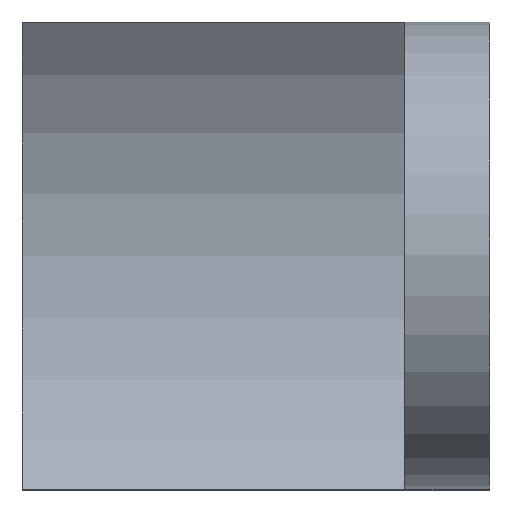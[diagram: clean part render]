
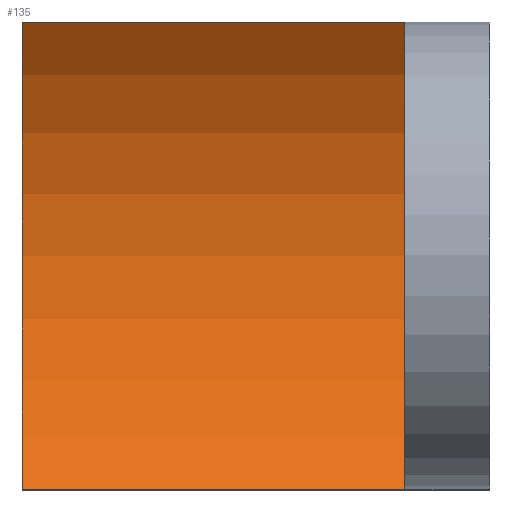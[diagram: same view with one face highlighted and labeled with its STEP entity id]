
A CAD part, top view. The second image highlights one B-rep face of the part: STEP entity #135.
In plain terms, the highlighted cylindrical face has radius 45 mm (diameter 90 mm), a partial arc.
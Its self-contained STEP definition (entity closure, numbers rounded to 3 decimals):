
#20=FACE_OUTER_BOUND('',#28,.T.);
#28=EDGE_LOOP('',(#96,#97,#98,#99));
#36=LINE('',#225,#48);
#37=LINE('',#228,#49);
#48=VECTOR('',#183,10.);
#49=VECTOR('',#186,10.);
#60=CIRCLE('',#164,45.);
#61=CIRCLE('',#165,45.);
#66=VERTEX_POINT('',#221);
#67=VERTEX_POINT('',#222);
#68=VERTEX_POINT('',#224);
#69=VERTEX_POINT('',#226);
#78=EDGE_CURVE('',#66,#67,#60,.T.);
#79=EDGE_CURVE('',#66,#68,#36,.T.);
#80=EDGE_CURVE('',#69,#68,#61,.T.);
#81=EDGE_CURVE('',#67,#69,#37,.T.);
#96=ORIENTED_EDGE('',*,*,#78,.F.);
#97=ORIENTED_EDGE('',*,*,#79,.T.);
#98=ORIENTED_EDGE('',*,*,#80,.F.);
#99=ORIENTED_EDGE('',*,*,#81,.F.);
#132=CYLINDRICAL_SURFACE('',#163,45.);
#135=ADVANCED_FACE('',(#20),#132,.F.);
#163=AXIS2_PLACEMENT_3D('',#220,#179,#180);
#164=AXIS2_PLACEMENT_3D('',#223,#181,#182);
#165=AXIS2_PLACEMENT_3D('',#227,#184,#185);
#179=DIRECTION('center_axis',(-1.,0.,0.));
#180=DIRECTION('ref_axis',(0.,0.611,0.792));
#181=DIRECTION('center_axis',(1.,0.,0.));
#182=DIRECTION('ref_axis',(0.,0.611,0.792));
#183=DIRECTION('',(1.,0.,0.));
#184=DIRECTION('center_axis',(-1.,0.,0.));
#185=DIRECTION('ref_axis',(0.,0.611,0.792));
#186=DIRECTION('',(1.,0.,0.));
#220=CARTESIAN_POINT('Origin',(0.,0.,0.));
#221=CARTESIAN_POINT('',(-27.5,-27.5,-35.62));
#222=CARTESIAN_POINT('',(-27.5,27.5,-35.62));
#223=CARTESIAN_POINT('Origin',(-27.5,0.,0.));
#224=CARTESIAN_POINT('',(17.5,-27.5,-35.62));
#225=CARTESIAN_POINT('',(0.,-27.5,-35.62));
#226=CARTESIAN_POINT('',(17.5,27.5,-35.62));
#227=CARTESIAN_POINT('Origin',(17.5,0.,0.));
#228=CARTESIAN_POINT('',(0.,27.5,-35.62));
